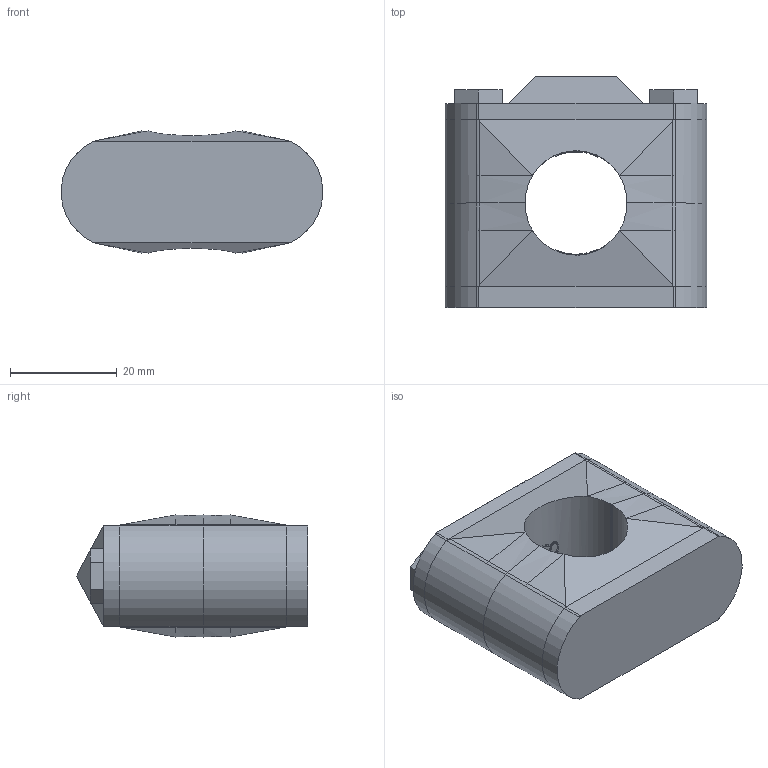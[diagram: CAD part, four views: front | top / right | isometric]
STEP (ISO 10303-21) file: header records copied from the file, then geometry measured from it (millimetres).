
FILE_DESCRIPTION (( 'STEP AP214' ), '1' );
FILE_NAME ('CSDW075TXXXSA.STEP', '2019-02-16T17:40:15', ( '' ), ( '' ), 'SwSTEP 2.0', 'SolidWorks 2013', '' );
FILE_SCHEMA (( 'AUTOMOTIVE_DESIGN' ));
Length unit declared in the file: millimetre
Products named in the file (1): CSDW075TXXXSA
Bounding box: 48.94 x 43.28 x 22.86 mm (x, y, z)
Surface area: 8774.3 mm2 (no closed solid volume)
Topology: 0 solids, 4 shells, 135 faces, 652 edges, 515 vertices
Faces by surface type: plane 54, bspline 43, cylinder 38
Entity records: 14040 total; most frequent: CARTESIAN_POINT 8102, ORIENTED_EDGE 931, EDGE_CURVE 652, DIRECTION 621, VERTEX_POINT 515, B_SPLINE_CURVE_WITH_KNOTS 287, VECTOR 271, LINE 271
